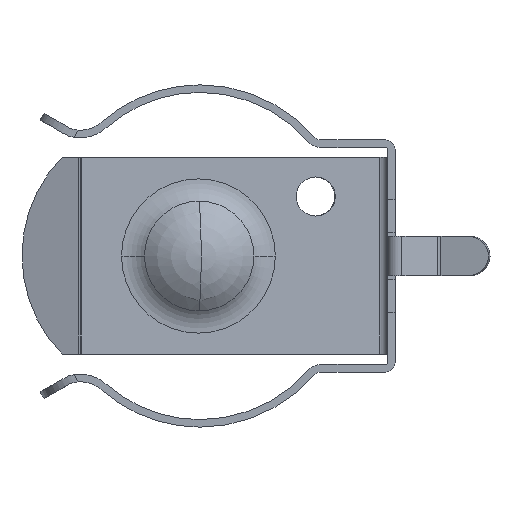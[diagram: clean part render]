
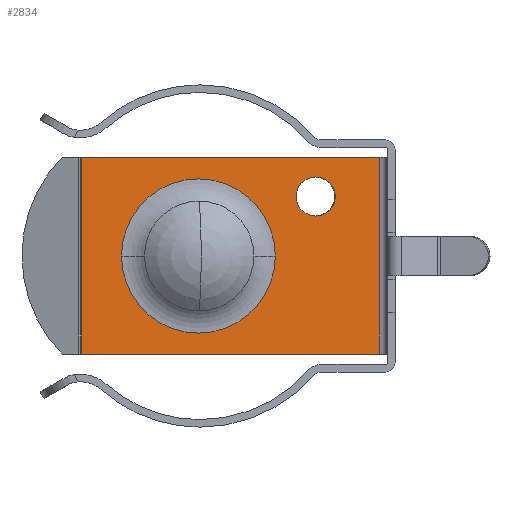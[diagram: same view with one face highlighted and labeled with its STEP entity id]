
A CAD part, left-side view. The second image highlights one B-rep face of the part: STEP entity #2834.
In plain terms, the highlighted planar face has unit normal (-0.996, -0.087, 0).
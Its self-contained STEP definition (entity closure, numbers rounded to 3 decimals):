
#10 = CARTESIAN_POINT ( 'NONE',  ( 8.308, 11.028, 3.952 ) ) ;
#38 = FACE_OUTER_BOUND ( 'NONE', #2504, .T. ) ;
#55 = AXIS2_PLACEMENT_3D ( 'NONE', #2177, #1786, #3055 ) ;
#70 = VECTOR ( 'NONE', #3265, 1000. ) ;
#108 = VERTEX_POINT ( 'NONE', #3504 ) ;
#117 = CARTESIAN_POINT ( 'NONE',  ( 9.218, 0.619, 0. ) ) ;
#167 = CARTESIAN_POINT ( 'NONE',  ( 8.85, 4.831, 3.952 ) ) ;
#183 = VECTOR ( 'NONE', #692, 1000. ) ;
#228 = FACE_BOUND ( 'NONE', #2592, .T. ) ;
#284 = ORIENTED_EDGE ( 'NONE', *, *, #1084, .T. ) ;
#334 = CARTESIAN_POINT ( 'NONE',  ( 8.579, 7.929, 3.952 ) ) ;
#583 = FACE_BOUND ( 'NONE', #2987, .T. ) ;
#622 = AXIS2_PLACEMENT_3D ( 'NONE', #2171, #651, #2793 ) ;
#651 = DIRECTION ( 'NONE',  ( -0.996, -0.087, 0. ) ) ;
#656 = CARTESIAN_POINT ( 'NONE',  ( 9.218, 0.619, 7.925 ) ) ;
#692 = DIRECTION ( 'NONE',  ( 0., 0., -1. ) ) ;
#705 = VECTOR ( 'NONE', #3813, 1000. ) ;
#747 = CIRCLE ( 'NONE', #1241, 3.11 ) ;
#924 = CARTESIAN_POINT ( 'NONE',  ( 9.221, 0.585, 0. ) ) ;
#1083 = CARTESIAN_POINT ( 'NONE',  ( 8.166, 12.652, 0. ) ) ;
#1084 = EDGE_CURVE ( 'NONE', #2518, #108, #1909, .T. ) ;
#1241 = AXIS2_PLACEMENT_3D ( 'NONE', #334, #2992, #3915 ) ;
#1252 = CIRCLE ( 'NONE', #3602, 0.787 ) ;
#1261 = AXIS2_PLACEMENT_3D ( 'NONE', #3069, #3115, #2172 ) ;
#1329 = VERTEX_POINT ( 'NONE', #167 ) ;
#1361 = VERTEX_POINT ( 'NONE', #2570 ) ;
#1480 = CARTESIAN_POINT ( 'NONE',  ( 8.993, 3.198, 6.35 ) ) ;
#1599 = CARTESIAN_POINT ( 'NONE',  ( 9.061, 2.413, 6.35 ) ) ;
#1786 = DIRECTION ( 'NONE',  ( -0.996, -0.087, 0. ) ) ;
#1909 = LINE ( 'NONE', #2597, #705 ) ;
#2013 = EDGE_CURVE ( 'NONE', #3285, #1329, #747, .T. ) ;
#2022 = CIRCLE ( 'NONE', #1261, 0.787 ) ;
#2025 = ORIENTED_EDGE ( 'NONE', *, *, #2163, .T. ) ;
#2163 = EDGE_CURVE ( 'NONE', #108, #2715, #3697, .T. ) ;
#2171 = CARTESIAN_POINT ( 'NONE',  ( 8.579, 7.929, 3.952 ) ) ;
#2172 = DIRECTION ( 'NONE',  ( -0.087, 0.996, 0. ) ) ;
#2177 = CARTESIAN_POINT ( 'NONE',  ( 9.221, 0.585, 7.925 ) ) ;
#2200 = EDGE_CURVE ( 'NONE', #1329, #3285, #2825, .T. ) ;
#2435 = EDGE_CURVE ( 'NONE', #2654, #2715, #2727, .T. ) ;
#2475 = CARTESIAN_POINT ( 'NONE',  ( 9.218, 0.619, 7.925 ) ) ;
#2476 = ORIENTED_EDGE ( 'NONE', *, *, #2435, .F. ) ;
#2504 = EDGE_LOOP ( 'NONE', ( #284, #2025, #2476, #2651 ) ) ;
#2518 = VERTEX_POINT ( 'NONE', #2475 ) ;
#2544 = CARTESIAN_POINT ( 'NONE',  ( 8.166, 12.652, 7.925 ) ) ;
#2570 = CARTESIAN_POINT ( 'NONE',  ( 8.924, 3.982, 6.35 ) ) ;
#2573 = VECTOR ( 'NONE', #3293, 1000. ) ;
#2592 = EDGE_LOOP ( 'NONE', ( #3544, #3097 ) ) ;
#2597 = CARTESIAN_POINT ( 'NONE',  ( 9.221, 0.585, 7.925 ) ) ;
#2651 = ORIENTED_EDGE ( 'NONE', *, *, #2901, .F. ) ;
#2654 = VERTEX_POINT ( 'NONE', #117 ) ;
#2672 = DIRECTION ( 'NONE',  ( 0.996, 0.087, 0. ) ) ;
#2715 = VERTEX_POINT ( 'NONE', #1083 ) ;
#2727 = LINE ( 'NONE', #924, #2573 ) ;
#2793 = DIRECTION ( 'NONE',  ( -0.087, 0.996, 0. ) ) ;
#2825 = CIRCLE ( 'NONE', #622, 3.11 ) ;
#2834 = ADVANCED_FACE ( 'NONE', ( #228, #583, #38 ), #3554, .T. ) ;
#2901 = EDGE_CURVE ( 'NONE', #2518, #2654, #3660, .T. ) ;
#2907 = EDGE_CURVE ( 'NONE', #1361, #3136, #1252, .T. ) ;
#2987 = EDGE_LOOP ( 'NONE', ( #3304, #3669 ) ) ;
#2992 = DIRECTION ( 'NONE',  ( -0.996, -0.087, 0. ) ) ;
#3055 = DIRECTION ( 'NONE',  ( -0.087, 0.996, 0. ) ) ;
#3069 = CARTESIAN_POINT ( 'NONE',  ( 8.993, 3.198, 6.35 ) ) ;
#3097 = ORIENTED_EDGE ( 'NONE', *, *, #2200, .F. ) ;
#3115 = DIRECTION ( 'NONE',  ( 0.996, 0.087, 0. ) ) ;
#3123 = EDGE_CURVE ( 'NONE', #3136, #1361, #2022, .T. ) ;
#3136 = VERTEX_POINT ( 'NONE', #1599 ) ;
#3265 = DIRECTION ( 'NONE',  ( 0., 0., -1. ) ) ;
#3285 = VERTEX_POINT ( 'NONE', #10 ) ;
#3293 = DIRECTION ( 'NONE',  ( -0.087, 0.996, 0. ) ) ;
#3304 = ORIENTED_EDGE ( 'NONE', *, *, #2907, .T. ) ;
#3504 = CARTESIAN_POINT ( 'NONE',  ( 8.166, 12.652, 7.925 ) ) ;
#3544 = ORIENTED_EDGE ( 'NONE', *, *, #2013, .F. ) ;
#3554 = PLANE ( 'NONE',  #55 ) ;
#3602 = AXIS2_PLACEMENT_3D ( 'NONE', #1480, #2672, #3887 ) ;
#3660 = LINE ( 'NONE', #656, #70 ) ;
#3669 = ORIENTED_EDGE ( 'NONE', *, *, #3123, .T. ) ;
#3697 = LINE ( 'NONE', #2544, #183 ) ;
#3813 = DIRECTION ( 'NONE',  ( -0.087, 0.996, 0. ) ) ;
#3887 = DIRECTION ( 'NONE',  ( -0.087, 0.996, 0. ) ) ;
#3915 = DIRECTION ( 'NONE',  ( -0.087, 0.996, 0. ) ) ;
